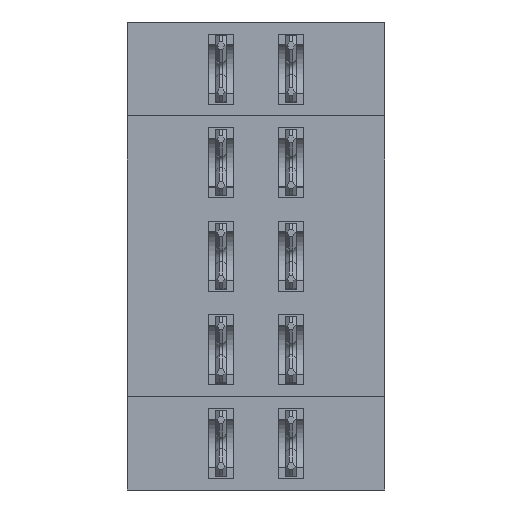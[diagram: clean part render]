
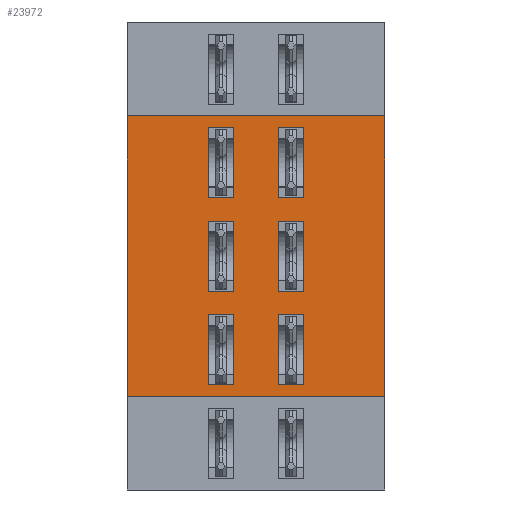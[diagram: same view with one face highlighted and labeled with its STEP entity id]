
A CAD part, front view. The second image highlights one B-rep face of the part: STEP entity #23972.
In plain terms, the highlighted planar face has unit normal (0, -1, 0).
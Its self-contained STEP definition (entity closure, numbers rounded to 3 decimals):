
#1741=ORIENTED_EDGE('',*,*,#8159,.T.);
#1742=ORIENTED_EDGE('',*,*,#8381,.T.);
#1743=ORIENTED_EDGE('',*,*,#8382,.T.);
#1744=ORIENTED_EDGE('',*,*,#8240,.F.);
#1745=ORIENTED_EDGE('',*,*,#8383,.F.);
#1746=ORIENTED_EDGE('',*,*,#8384,.F.);
#1747=ORIENTED_EDGE('',*,*,#8385,.F.);
#1748=ORIENTED_EDGE('',*,*,#8386,.F.);
#1749=ORIENTED_EDGE('',*,*,#8387,.F.);
#1750=ORIENTED_EDGE('',*,*,#8388,.F.);
#1751=ORIENTED_EDGE('',*,*,#8389,.F.);
#1752=ORIENTED_EDGE('',*,*,#8390,.F.);
#1753=ORIENTED_EDGE('',*,*,#8391,.F.);
#1754=ORIENTED_EDGE('',*,*,#8392,.F.);
#1755=ORIENTED_EDGE('',*,*,#8393,.F.);
#1756=ORIENTED_EDGE('',*,*,#8394,.F.);
#1757=ORIENTED_EDGE('',*,*,#8395,.F.);
#1758=ORIENTED_EDGE('',*,*,#8396,.F.);
#1759=ORIENTED_EDGE('',*,*,#8397,.F.);
#1760=ORIENTED_EDGE('',*,*,#8398,.F.);
#1761=ORIENTED_EDGE('',*,*,#8399,.F.);
#1762=ORIENTED_EDGE('',*,*,#8400,.F.);
#1763=ORIENTED_EDGE('',*,*,#8401,.F.);
#1764=ORIENTED_EDGE('',*,*,#8402,.F.);
#1765=ORIENTED_EDGE('',*,*,#8403,.F.);
#1766=ORIENTED_EDGE('',*,*,#8404,.F.);
#1767=ORIENTED_EDGE('',*,*,#8405,.F.);
#1768=ORIENTED_EDGE('',*,*,#8406,.F.);
#8159=EDGE_CURVE('',#11608,#11609,#14045,.T.);
#8240=EDGE_CURVE('',#11608,#11662,#14118,.T.);
#8381=EDGE_CURVE('',#11609,#11753,#14243,.T.);
#8382=EDGE_CURVE('',#11753,#11662,#14244,.T.);
#8383=EDGE_CURVE('',#11754,#11755,#14245,.T.);
#8384=EDGE_CURVE('',#11756,#11754,#14246,.T.);
#8385=EDGE_CURVE('',#11757,#11756,#14247,.T.);
#8386=EDGE_CURVE('',#11755,#11757,#14248,.T.);
#8387=EDGE_CURVE('',#11758,#11759,#14249,.T.);
#8388=EDGE_CURVE('',#11760,#11758,#14250,.T.);
#8389=EDGE_CURVE('',#11761,#11760,#14251,.T.);
#8390=EDGE_CURVE('',#11759,#11761,#14252,.T.);
#8391=EDGE_CURVE('',#11762,#11763,#14253,.T.);
#8392=EDGE_CURVE('',#11764,#11762,#14254,.T.);
#8393=EDGE_CURVE('',#11765,#11764,#14255,.T.);
#8394=EDGE_CURVE('',#11763,#11765,#14256,.T.);
#8395=EDGE_CURVE('',#11766,#11767,#14257,.T.);
#8396=EDGE_CURVE('',#11768,#11766,#14258,.T.);
#8397=EDGE_CURVE('',#11769,#11768,#14259,.T.);
#8398=EDGE_CURVE('',#11767,#11769,#14260,.T.);
#8399=EDGE_CURVE('',#11770,#11771,#14261,.T.);
#8400=EDGE_CURVE('',#11772,#11770,#14262,.T.);
#8401=EDGE_CURVE('',#11773,#11772,#14263,.T.);
#8402=EDGE_CURVE('',#11771,#11773,#14264,.T.);
#8403=EDGE_CURVE('',#11774,#11775,#14265,.T.);
#8404=EDGE_CURVE('',#11776,#11774,#14266,.T.);
#8405=EDGE_CURVE('',#11777,#11776,#14267,.T.);
#8406=EDGE_CURVE('',#11775,#11777,#14268,.T.);
#11608=VERTEX_POINT('',#33866);
#11609=VERTEX_POINT('',#33867);
#11662=VERTEX_POINT('',#34025);
#11753=VERTEX_POINT('',#34299);
#11754=VERTEX_POINT('',#34304);
#11755=VERTEX_POINT('',#34305);
#11756=VERTEX_POINT('',#34307);
#11757=VERTEX_POINT('',#34309);
#11758=VERTEX_POINT('',#34312);
#11759=VERTEX_POINT('',#34313);
#11760=VERTEX_POINT('',#34315);
#11761=VERTEX_POINT('',#34317);
#11762=VERTEX_POINT('',#34320);
#11763=VERTEX_POINT('',#34321);
#11764=VERTEX_POINT('',#34323);
#11765=VERTEX_POINT('',#34325);
#11766=VERTEX_POINT('',#34328);
#11767=VERTEX_POINT('',#34329);
#11768=VERTEX_POINT('',#34331);
#11769=VERTEX_POINT('',#34333);
#11770=VERTEX_POINT('',#34336);
#11771=VERTEX_POINT('',#34337);
#11772=VERTEX_POINT('',#34339);
#11773=VERTEX_POINT('',#34341);
#11774=VERTEX_POINT('',#34344);
#11775=VERTEX_POINT('',#34345);
#11776=VERTEX_POINT('',#34347);
#11777=VERTEX_POINT('',#34349);
#14045=LINE('',#33865,#17365);
#14118=LINE('',#34024,#17438);
#14243=LINE('',#34300,#17563);
#14244=LINE('',#34302,#17564);
#14245=LINE('',#34303,#17565);
#14246=LINE('',#34306,#17566);
#14247=LINE('',#34308,#17567);
#14248=LINE('',#34310,#17568);
#14249=LINE('',#34311,#17569);
#14250=LINE('',#34314,#17570);
#14251=LINE('',#34316,#17571);
#14252=LINE('',#34318,#17572);
#14253=LINE('',#34319,#17573);
#14254=LINE('',#34322,#17574);
#14255=LINE('',#34324,#17575);
#14256=LINE('',#34326,#17576);
#14257=LINE('',#34327,#17577);
#14258=LINE('',#34330,#17578);
#14259=LINE('',#34332,#17579);
#14260=LINE('',#34334,#17580);
#14261=LINE('',#34335,#17581);
#14262=LINE('',#34338,#17582);
#14263=LINE('',#34340,#17583);
#14264=LINE('',#34342,#17584);
#14265=LINE('',#34343,#17585);
#14266=LINE('',#34346,#17586);
#14267=LINE('',#34348,#17587);
#14268=LINE('',#34350,#17588);
#17365=VECTOR('',#27327,1000.);
#17438=VECTOR('',#27464,1000.);
#17563=VECTOR('',#27707,1000.);
#17564=VECTOR('',#27710,1000.);
#17565=VECTOR('',#27711,1000.);
#17566=VECTOR('',#27712,1000.);
#17567=VECTOR('',#27713,1000.);
#17568=VECTOR('',#27714,1000.);
#17569=VECTOR('',#27715,1000.);
#17570=VECTOR('',#27716,1000.);
#17571=VECTOR('',#27717,1000.);
#17572=VECTOR('',#27718,1000.);
#17573=VECTOR('',#27719,1000.);
#17574=VECTOR('',#27720,1000.);
#17575=VECTOR('',#27721,1000.);
#17576=VECTOR('',#27722,1000.);
#17577=VECTOR('',#27723,1000.);
#17578=VECTOR('',#27724,1000.);
#17579=VECTOR('',#27725,1000.);
#17580=VECTOR('',#27726,1000.);
#17581=VECTOR('',#27727,1000.);
#17582=VECTOR('',#27728,1000.);
#17583=VECTOR('',#27729,1000.);
#17584=VECTOR('',#27730,1000.);
#17585=VECTOR('',#27731,1000.);
#17586=VECTOR('',#27732,1000.);
#17587=VECTOR('',#27733,1000.);
#17588=VECTOR('',#27734,1000.);
#20356=EDGE_LOOP('',(#1741,#1742,#1743,#1744));
#20357=EDGE_LOOP('',(#1745,#1746,#1747,#1748));
#20358=EDGE_LOOP('',(#1749,#1750,#1751,#1752));
#20359=EDGE_LOOP('',(#1753,#1754,#1755,#1756));
#20360=EDGE_LOOP('',(#1757,#1758,#1759,#1760));
#20361=EDGE_LOOP('',(#1761,#1762,#1763,#1764));
#20362=EDGE_LOOP('',(#1765,#1766,#1767,#1768));
#21631=FACE_BOUND('',#20356,.T.);
#21632=FACE_BOUND('',#20357,.T.);
#21633=FACE_BOUND('',#20358,.T.);
#21634=FACE_BOUND('',#20359,.T.);
#21635=FACE_BOUND('',#20360,.T.);
#21636=FACE_BOUND('',#20361,.T.);
#21637=FACE_BOUND('',#20362,.T.);
#22864=PLANE('',#25250);
#23972=ADVANCED_FACE('',(#21631,#21632,#21633,#21634,#21635,#21636,#21637),
#22864,.F.);
#25250=AXIS2_PLACEMENT_3D('',#34301,#27708,#27709);
#27327=DIRECTION('',(1.,0.,0.));
#27464=DIRECTION('',(0.,0.,1.));
#27707=DIRECTION('',(0.,0.,1.));
#27708=DIRECTION('',(0.,1.,0.));
#27709=DIRECTION('',(1.,0.,0.));
#27710=DIRECTION('',(-1.,0.,0.));
#27711=DIRECTION('',(0.,0.,1.));
#27712=DIRECTION('',(1.,0.,0.));
#27713=DIRECTION('',(0.,0.,-1.));
#27714=DIRECTION('',(-1.,0.,0.));
#27715=DIRECTION('',(0.,0.,-1.));
#27716=DIRECTION('',(-1.,0.,0.));
#27717=DIRECTION('',(0.,0.,1.));
#27718=DIRECTION('',(1.,0.,0.));
#27719=DIRECTION('',(0.,0.,1.));
#27720=DIRECTION('',(1.,0.,0.));
#27721=DIRECTION('',(0.,0.,-1.));
#27722=DIRECTION('',(-1.,0.,0.));
#27723=DIRECTION('',(0.,0.,-1.));
#27724=DIRECTION('',(-1.,0.,0.));
#27725=DIRECTION('',(0.,0.,1.));
#27726=DIRECTION('',(1.,0.,0.));
#27727=DIRECTION('',(0.,0.,1.));
#27728=DIRECTION('',(1.,0.,0.));
#27729=DIRECTION('',(0.,0.,-1.));
#27730=DIRECTION('',(-1.,0.,0.));
#27731=DIRECTION('',(0.,0.,-1.));
#27732=DIRECTION('',(-1.,0.,0.));
#27733=DIRECTION('',(0.,0.,1.));
#27734=DIRECTION('',(1.,0.,0.));
#33865=CARTESIAN_POINT('',(1.7,-16.102,-0.008));
#33866=CARTESIAN_POINT('',(-1.8,-16.102,-0.008));
#33867=CARTESIAN_POINT('',(5.2,-16.102,-0.008));
#34024=CARTESIAN_POINT('',(-1.8,-16.102,-2.54));
#34025=CARTESIAN_POINT('',(-1.8,-16.102,7.612));
#34299=CARTESIAN_POINT('',(5.2,-16.102,7.612));
#34300=CARTESIAN_POINT('',(5.2,-16.102,-2.54));
#34301=CARTESIAN_POINT('',(-1.8,-16.102,-2.54));
#34302=CARTESIAN_POINT('',(1.7,-16.102,7.612));
#34303=CARTESIAN_POINT('',(3.,-16.102,-2.54));
#34304=CARTESIAN_POINT('',(3.,-16.102,0.312));
#34305=CARTESIAN_POINT('',(3.,-16.102,2.212));
#34306=CARTESIAN_POINT('',(1.7,-16.102,0.312));
#34307=CARTESIAN_POINT('',(2.3,-16.102,0.312));
#34308=CARTESIAN_POINT('',(2.3,-16.102,-2.54));
#34309=CARTESIAN_POINT('',(2.3,-16.102,2.212));
#34310=CARTESIAN_POINT('',(1.7,-16.102,2.212));
#34311=CARTESIAN_POINT('',(0.4,-16.102,-2.54));
#34312=CARTESIAN_POINT('',(0.4,-16.102,2.212));
#34313=CARTESIAN_POINT('',(0.4,-16.102,0.312));
#34314=CARTESIAN_POINT('',(1.7,-16.102,2.212));
#34315=CARTESIAN_POINT('',(1.1,-16.102,2.212));
#34316=CARTESIAN_POINT('',(1.1,-16.102,-2.54));
#34317=CARTESIAN_POINT('',(1.1,-16.102,0.312));
#34318=CARTESIAN_POINT('',(1.7,-16.102,0.312));
#34319=CARTESIAN_POINT('',(3.,-16.102,0.));
#34320=CARTESIAN_POINT('',(3.,-16.102,2.852));
#34321=CARTESIAN_POINT('',(3.,-16.102,4.752));
#34322=CARTESIAN_POINT('',(1.7,-16.102,2.852));
#34323=CARTESIAN_POINT('',(2.3,-16.102,2.852));
#34324=CARTESIAN_POINT('',(2.3,-16.102,0.));
#34325=CARTESIAN_POINT('',(2.3,-16.102,4.752));
#34326=CARTESIAN_POINT('',(1.7,-16.102,4.752));
#34327=CARTESIAN_POINT('',(0.4,-16.102,0.));
#34328=CARTESIAN_POINT('',(0.4,-16.102,4.752));
#34329=CARTESIAN_POINT('',(0.4,-16.102,2.852));
#34330=CARTESIAN_POINT('',(1.7,-16.102,4.752));
#34331=CARTESIAN_POINT('',(1.1,-16.102,4.752));
#34332=CARTESIAN_POINT('',(1.1,-16.102,0.));
#34333=CARTESIAN_POINT('',(1.1,-16.102,2.852));
#34334=CARTESIAN_POINT('',(1.7,-16.102,2.852));
#34335=CARTESIAN_POINT('',(3.,-16.102,2.54));
#34336=CARTESIAN_POINT('',(3.,-16.102,5.392));
#34337=CARTESIAN_POINT('',(3.,-16.102,7.292));
#34338=CARTESIAN_POINT('',(1.7,-16.102,5.392));
#34339=CARTESIAN_POINT('',(2.3,-16.102,5.392));
#34340=CARTESIAN_POINT('',(2.3,-16.102,2.54));
#34341=CARTESIAN_POINT('',(2.3,-16.102,7.292));
#34342=CARTESIAN_POINT('',(1.7,-16.102,7.292));
#34343=CARTESIAN_POINT('',(0.4,-16.102,2.54));
#34344=CARTESIAN_POINT('',(0.4,-16.102,7.292));
#34345=CARTESIAN_POINT('',(0.4,-16.102,5.392));
#34346=CARTESIAN_POINT('',(1.7,-16.102,7.292));
#34347=CARTESIAN_POINT('',(1.1,-16.102,7.292));
#34348=CARTESIAN_POINT('',(1.1,-16.102,2.54));
#34349=CARTESIAN_POINT('',(1.1,-16.102,5.392));
#34350=CARTESIAN_POINT('',(1.7,-16.102,5.392));
